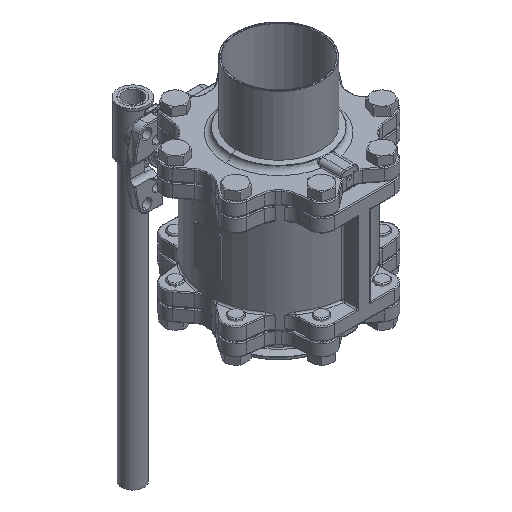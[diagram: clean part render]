
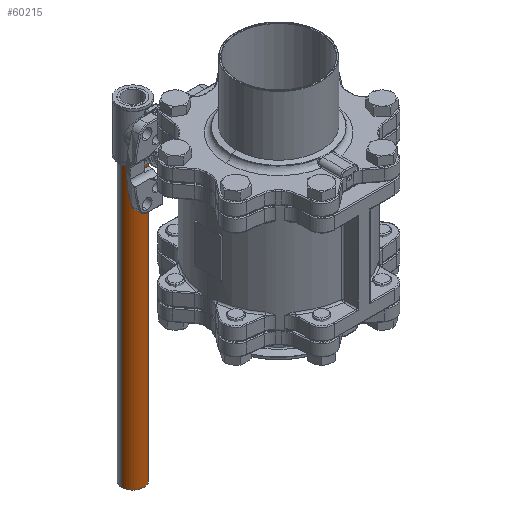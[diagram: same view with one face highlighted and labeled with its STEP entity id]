
A CAD part, isometric view. The second image highlights one B-rep face of the part: STEP entity #60215.
In plain terms, the highlighted cylindrical face has radius 13.35 mm (diameter 26.7 mm), a partial arc.
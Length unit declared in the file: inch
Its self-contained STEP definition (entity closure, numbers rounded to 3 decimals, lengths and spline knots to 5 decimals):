
#143 = EDGE_LOOP ( 'NONE', ( #60496, #30840, #61845, #51146 ) ) ;
#177 = CARTESIAN_POINT ( 'NONE',  ( -0.52559, 6.85236, 1.1811 ) ) ;
#1019 = CARTESIAN_POINT ( 'NONE',  ( 0.52559, 6.85236, -14.44882 ) ) ;
#1155 = CARTESIAN_POINT ( 'NONE',  ( 0., 6.85236, 1.1811 ) ) ;
#1277 = FACE_OUTER_BOUND ( 'NONE', #143, .T. ) ;
#1395 = CIRCLE ( 'NONE', #84283, 0.52559 ) ;
#2130 = LINE ( 'NONE', #48505, #72707 ) ;
#2539 = CIRCLE ( 'NONE', #74677, 0.52559 ) ;
#5636 = AXIS2_PLACEMENT_3D ( 'NONE', #16648, #14210, #68877 ) ;
#8493 = DIRECTION ( 'NONE',  ( -1., 0., 0. ) ) ;
#8789 = DIRECTION ( 'NONE',  ( 0., 0., -1. ) ) ;
#13629 = VERTEX_POINT ( 'NONE', #177 ) ;
#14210 = DIRECTION ( 'NONE',  ( 0., 0., 1. ) ) ;
#16648 = CARTESIAN_POINT ( 'NONE',  ( 0., 6.85236, -14.44882 ) ) ;
#24852 = EDGE_CURVE ( 'NONE', #56629, #13629, #2539, .T. ) ;
#26067 = DIRECTION ( 'NONE',  ( 0., 0., 1. ) ) ;
#28383 = CARTESIAN_POINT ( 'NONE',  ( 0., 6.85236, -14.44882 ) ) ;
#30840 = ORIENTED_EDGE ( 'NONE', *, *, #63772, .F. ) ;
#42747 = EDGE_CURVE ( 'NONE', #46570, #56629, #80143, .T. ) ;
#46570 = VERTEX_POINT ( 'NONE', #1019 ) ;
#46930 = EDGE_CURVE ( 'NONE', #75433, #13629, #2130, .T. ) ;
#48505 = CARTESIAN_POINT ( 'NONE',  ( -0.52559, 6.85236, -14.44882 ) ) ;
#49109 = DIRECTION ( 'NONE',  ( 0., 0., 1. ) ) ;
#51146 = ORIENTED_EDGE ( 'NONE', *, *, #24852, .T. ) ;
#54785 = DIRECTION ( 'NONE',  ( 0., 0., -1. ) ) ;
#56629 = VERTEX_POINT ( 'NONE', #61919 ) ;
#60215 = ADVANCED_FACE ( 'NONE', ( #1277 ), #64314, .T. ) ;
#60496 = ORIENTED_EDGE ( 'NONE', *, *, #46930, .F. ) ;
#61845 = ORIENTED_EDGE ( 'NONE', *, *, #42747, .T. ) ;
#61856 = DIRECTION ( 'NONE',  ( -1., 0., 0. ) ) ;
#61919 = CARTESIAN_POINT ( 'NONE',  ( 0.52559, 6.85236, 1.1811 ) ) ;
#63772 = EDGE_CURVE ( 'NONE', #46570, #75433, #1395, .T. ) ;
#64314 = CYLINDRICAL_SURFACE ( 'NONE', #5636, 0.52559 ) ;
#68360 = VECTOR ( 'NONE', #26067, 39.37008 ) ;
#68877 = DIRECTION ( 'NONE',  ( 1., 0., 0. ) ) ;
#71938 = CARTESIAN_POINT ( 'NONE',  ( 0.52559, 6.85236, -14.44882 ) ) ;
#72707 = VECTOR ( 'NONE', #49109, 39.37008 ) ;
#74677 = AXIS2_PLACEMENT_3D ( 'NONE', #1155, #54785, #61856 ) ;
#75433 = VERTEX_POINT ( 'NONE', #81440 ) ;
#80143 = LINE ( 'NONE', #71938, #68360 ) ;
#81440 = CARTESIAN_POINT ( 'NONE',  ( -0.52559, 6.85236, -14.44882 ) ) ;
#84283 = AXIS2_PLACEMENT_3D ( 'NONE', #28383, #8789, #8493 ) ;
